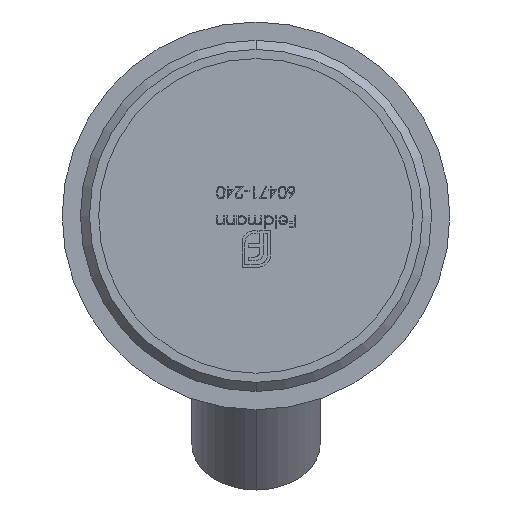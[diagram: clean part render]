
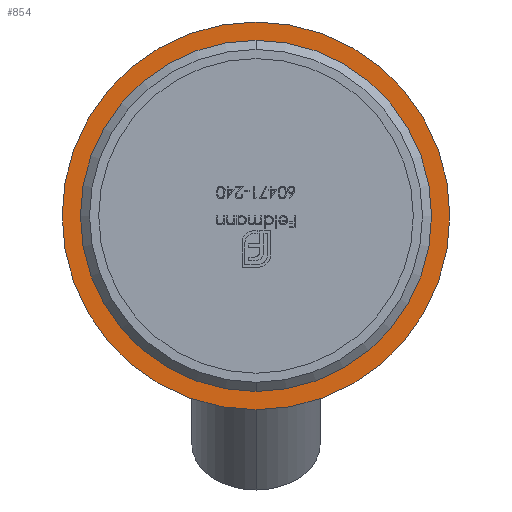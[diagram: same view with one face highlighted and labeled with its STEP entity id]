
A CAD part, front view. The second image highlights one B-rep face of the part: STEP entity #854.
In plain terms, the highlighted planar face has unit normal (0, -1, 0).
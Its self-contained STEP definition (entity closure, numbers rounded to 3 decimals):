
#746 = EDGE_CURVE ( 'NONE', #10343, #5559, #3432, .T. ) ;
#854 = ADVANCED_FACE ( 'NONE', ( #9811, #3074 ), #10668, .F. ) ;
#856 = CARTESIAN_POINT ( 'NONE',  ( 0., -7., 0. ) ) ;
#1318 = EDGE_LOOP ( 'NONE', ( #9128, #10648 ) ) ;
#1386 = DIRECTION ( 'NONE',  ( 0., 0., 1. ) ) ;
#1467 = EDGE_CURVE ( 'NONE', #5559, #10343, #8896, .T. ) ;
#1507 = VERTEX_POINT ( 'NONE', #10674 ) ;
#2145 = EDGE_LOOP ( 'NONE', ( #13630, #9110 ) ) ;
#2892 = AXIS2_PLACEMENT_3D ( 'NONE', #856, #6223, #9331 ) ;
#3074 = FACE_OUTER_BOUND ( 'NONE', #1318, .T. ) ;
#3432 = CIRCLE ( 'NONE', #2892, 21.2 ) ;
#3775 = CARTESIAN_POINT ( 'NONE',  ( 0., -7., -21.2 ) ) ;
#4134 = EDGE_CURVE ( 'NONE', #7319, #1507, #7357, .T. ) ;
#4171 = DIRECTION ( 'NONE',  ( 0., 1., 0. ) ) ;
#4417 = AXIS2_PLACEMENT_3D ( 'NONE', #9600, #6515, #11716 ) ;
#5549 = CARTESIAN_POINT ( 'NONE',  ( 0., -7., 0. ) ) ;
#5559 = VERTEX_POINT ( 'NONE', #11774 ) ;
#5887 = AXIS2_PLACEMENT_3D ( 'NONE', #7264, #10314, #6218 ) ;
#6218 = DIRECTION ( 'NONE',  ( 0., 0., 1. ) ) ;
#6223 = DIRECTION ( 'NONE',  ( 0., 1., 0. ) ) ;
#6515 = DIRECTION ( 'NONE',  ( 0., 1., 0. ) ) ;
#7264 = CARTESIAN_POINT ( 'NONE',  ( 0., -7., 0. ) ) ;
#7319 = VERTEX_POINT ( 'NONE', #12259 ) ;
#7357 = CIRCLE ( 'NONE', #5887, 19.2 ) ;
#7766 = DIRECTION ( 'NONE',  ( 0., -1., 0. ) ) ;
#7795 = CIRCLE ( 'NONE', #9927, 19.2 ) ;
#8480 = DIRECTION ( 'NONE',  ( 0., 0., 1. ) ) ;
#8522 = CARTESIAN_POINT ( 'NONE',  ( 0., -7., 0. ) ) ;
#8896 = CIRCLE ( 'NONE', #4417, 21.2 ) ;
#9110 = ORIENTED_EDGE ( 'NONE', *, *, #9657, .F. ) ;
#9128 = ORIENTED_EDGE ( 'NONE', *, *, #1467, .F. ) ;
#9331 = DIRECTION ( 'NONE',  ( 0., 0., 1. ) ) ;
#9600 = CARTESIAN_POINT ( 'NONE',  ( 0., -7., 0. ) ) ;
#9657 = EDGE_CURVE ( 'NONE', #1507, #7319, #7795, .T. ) ;
#9811 = FACE_BOUND ( 'NONE', #2145, .T. ) ;
#9927 = AXIS2_PLACEMENT_3D ( 'NONE', #5549, #7766, #1386 ) ;
#10314 = DIRECTION ( 'NONE',  ( 0., -1., 0. ) ) ;
#10343 = VERTEX_POINT ( 'NONE', #3775 ) ;
#10648 = ORIENTED_EDGE ( 'NONE', *, *, #746, .F. ) ;
#10668 = PLANE ( 'NONE',  #10888 ) ;
#10674 = CARTESIAN_POINT ( 'NONE',  ( 0., -7., -19.2 ) ) ;
#10888 = AXIS2_PLACEMENT_3D ( 'NONE', #8522, #4171, #8480 ) ;
#11716 = DIRECTION ( 'NONE',  ( 0., 0., 1. ) ) ;
#11774 = CARTESIAN_POINT ( 'NONE',  ( 0., -7., 21.2 ) ) ;
#12259 = CARTESIAN_POINT ( 'NONE',  ( 0., -7., 19.2 ) ) ;
#13630 = ORIENTED_EDGE ( 'NONE', *, *, #4134, .F. ) ;
